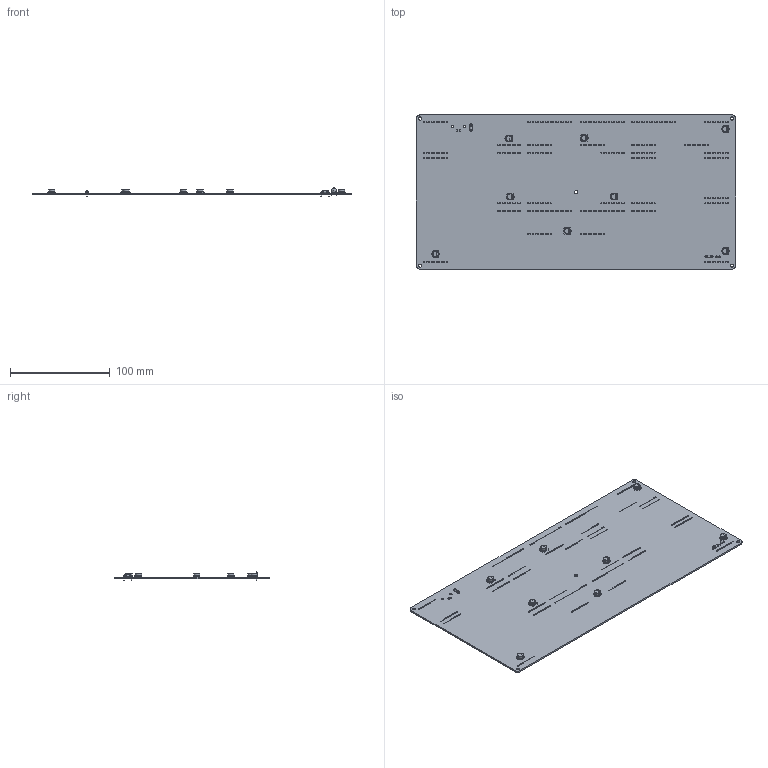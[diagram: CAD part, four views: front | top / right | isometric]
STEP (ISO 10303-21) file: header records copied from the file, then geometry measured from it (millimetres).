
FILE_DESCRIPTION(('KiCad electronic assembly'),'2;1');
FILE_NAME('bp-leanplate.step','2025-01-07T13:18:33',('Pcbnew'),('Kicad') ,'Open CASCADE STEP processor 7.7','KiCad to STEP converter','Unknown' );
FILE_SCHEMA(('AUTOMOTIVE_DESIGN { 1 0 10303 214 1 1 1 1 }'));
Length unit declared in the file: millimetre
Products named in the file (8): bp-leanplate 1; CP_Elec_6.3x3.9; CP_Elec_63x39; R_Axial_DIN0207_L6.3mm_D2.5mm_P7.62mm_Horizontal; R_Axial_DIN0207_L63mm_D25mm_P762mm_Horizontal; C_Disc_D5.0mm_W2.5mm_P5.00mm; C_Disc_D50mm_W25mm_P500mm; bp-leanplate_PCB
Assembly tree (15 placements, depth 3):
  bp-leanplate 1
    CP_Elec_6.3x3.9  x8
      CP_Elec_63x39
    R_Axial_DIN0207_L6.3mm_D2.5mm_P7.62mm_Horizontal  x2
      R_Axial_DIN0207_L63mm_D25mm_P762mm_Horizontal
    C_Disc_D5.0mm_W2.5mm_P5.00mm
      C_Disc_D50mm_W25mm_P500mm
    bp-leanplate_PCB
Bounding box: 319.91 x 154.43 x 8.1 mm (x, y, z)
Volume: 79540.6 mm3; surface area: 103325.3 mm2
Topology: 12 solids, 12 shells, 765 faces, 2080 edges, 1353 vertices
Faces by surface type: cylinder 485, plane 212, torus 40, bspline 16, revolution 10, sphere 2
Full cylindrical faces by diameter (mm): 0.5 x4, 0.6 x4, 0.8 x6, 0.92 x4, 1 x370, 2.25 x2, 2.33 x2, 2.5 x4, 3.2 x5, 6.3 x16
Entity records: 18569 total; most frequent: CARTESIAN_POINT 3404, DIRECTION 3114, ORIENTED_EDGE 2668, EDGE_CURVE 1334, AXIS2_PLACEMENT_3D 1316, FACE_BOUND 1242, EDGE_LOOP 1242, VERTEX_POINT 884
